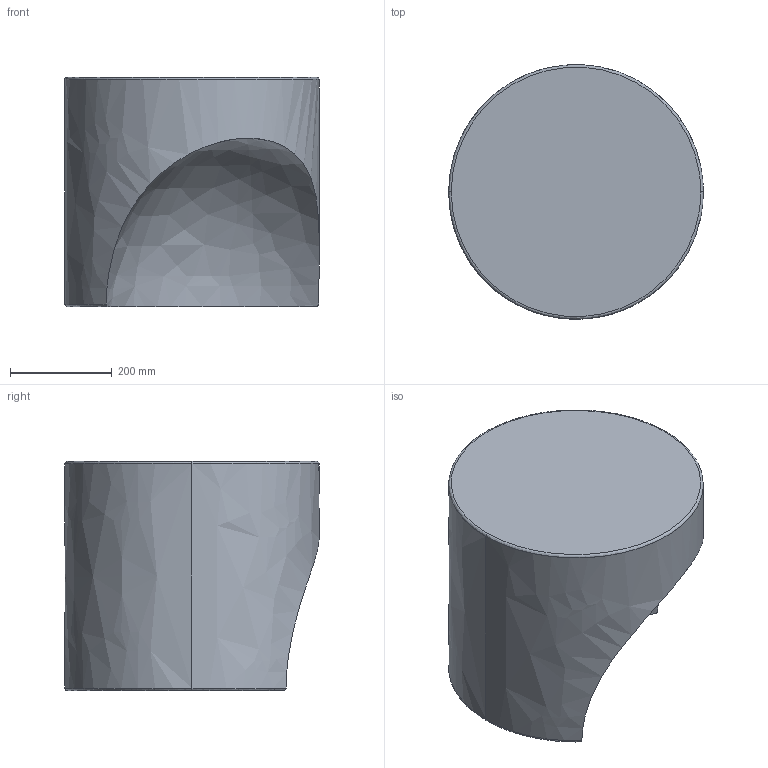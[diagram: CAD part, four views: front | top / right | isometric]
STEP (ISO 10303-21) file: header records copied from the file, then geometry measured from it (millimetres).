
FILE_DESCRIPTION(/* description */ (''),/* implementation_level */ '2;1');
FILE_NAME(/* name */ 'SCP02-A_UAP_SCOOP_Round_3D',/* time_stamp */ '2018-01-25T13:49:07-05:00',/* author */ (''),/* organization */ (''),/* preprocessor_version */ 'ST-DEVELOPER v15',/* originating_system */ '',/* authorisation */ '');
FILE_SCHEMA (('AUTOMOTIVE_DESIGN'));
Length unit declared in the file: millimetre
Products named in the file (1): Document
Bounding box: 500 x 499.74 x 449.96 mm (x, y, z)
Volume: 66912437.7 mm3; surface area: 1043589.6 mm2
Topology: 1 solids, 1 shells, 9 faces, 22 edges, 13 vertices
Faces by surface type: bspline 7, plane 2
Entity records: 880 total; most frequent: CARTESIAN_POINT 732, ORIENTED_EDGE 40, EDGE_CURVE 20, VERTEX_POINT 13, ADVANCED_FACE 9, FACE_OUTER_BOUND 9, EDGE_LOOP 9, B_SPLINE_CURVE_WITH_KNOTS 8
